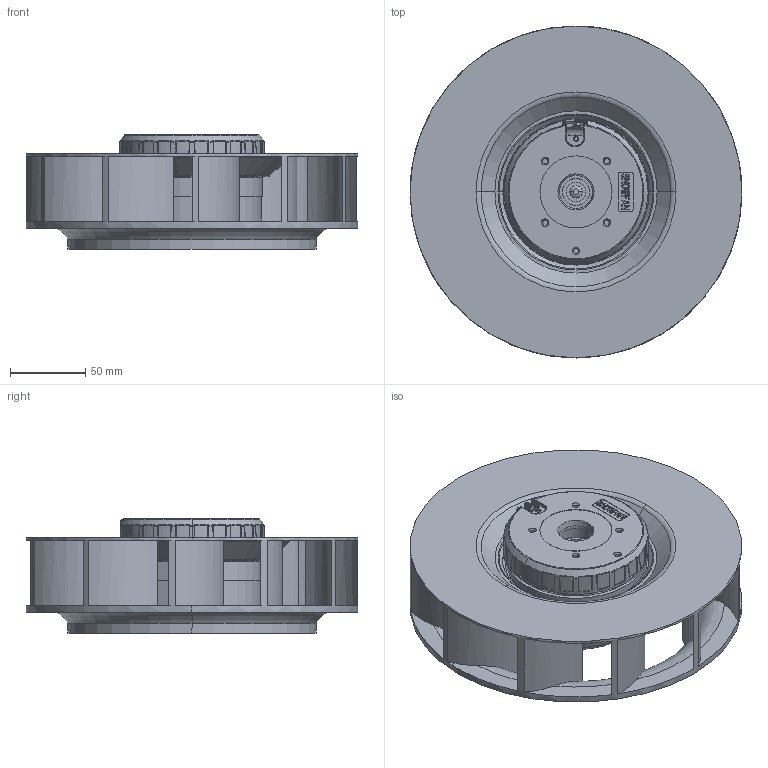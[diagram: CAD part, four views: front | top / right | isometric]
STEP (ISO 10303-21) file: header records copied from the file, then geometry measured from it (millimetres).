
FILE_DESCRIPTION((''),'2;1');
FILE_NAME('ASM0001_ASM','2019-04-20T',('Administrator'),(''),'PRO/ENGINEER BY PARAMETRIC TECHNOLOGY CORPORATION, 2009440','PRO/ENGINEER BY PARAMETRIC TECHNOLOGY CORPORATION, 2009440','');
FILE_SCHEMA(('CONFIG_CONTROL_DESIGN'));
Length unit declared in the file: millimetre
Products named in the file (4): 220SHANYE; 92-DIZUO; 92-TIEKE; ASM0001_ASM
Assembly tree (3 placements, depth 2):
  ASM0001_ASM
    220SHANYE
    92-DIZUO
    92-TIEKE
Bounding box: 220.86 x 220.86 x 76 mm (x, y, z)
Volume: 250783.6 mm3; surface area: 251032.8 mm2
Topology: 3 solids, 3 shells, 1062 faces, 2918 edges, 1876 vertices
Faces by surface type: plane 362, cylinder 318, torus 174, bspline 118, cone 80, sphere 10
Entity records: 41775 total; most frequent: CARTESIAN_POINT 16053, ORIENTED_EDGE 5814, DIRECTION 4912, EDGE_CURVE 2907, AXIS2_PLACEMENT_3D 1952, VERTEX_POINT 1876, EDGE_LOOP 1115, FACE_OUTER_BOUND 1062
